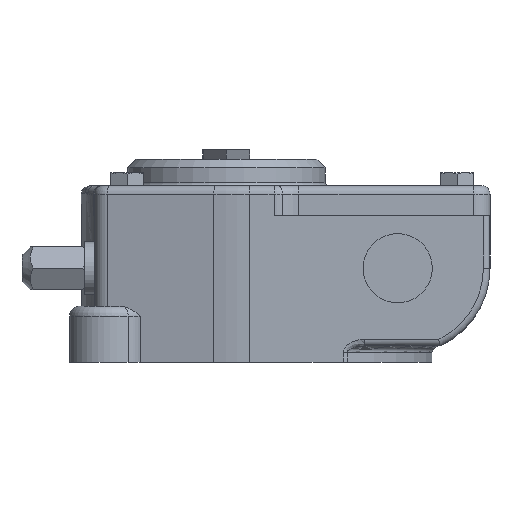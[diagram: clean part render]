
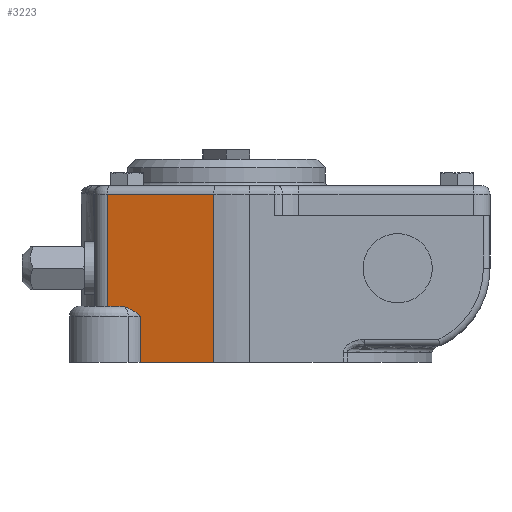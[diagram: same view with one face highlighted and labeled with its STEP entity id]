
A CAD part, left-side view. The second image highlights one B-rep face of the part: STEP entity #3223.
In plain terms, the highlighted planar face has unit normal (-0.977, 0.212, 0).
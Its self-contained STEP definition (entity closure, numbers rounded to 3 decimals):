
#3223 = ADVANCED_FACE( '', ( #6756 ), #6757, .F. );
#6756 = FACE_OUTER_BOUND( '', #14627, .T. );
#6757 = PLANE( '', #14628 );
#14627 = EDGE_LOOP( '', ( #24955, #24956, #24957, #24958, #24959, #24960, #24961, #24962 ) );
#14628 = AXIS2_PLACEMENT_3D( '', #24963, #24964, #24965 );
#24955 = ORIENTED_EDGE( '', *, *, #27778, .F. );
#24956 = ORIENTED_EDGE( '', *, *, #30126, .T. );
#24957 = ORIENTED_EDGE( '', *, *, #29809, .T. );
#24958 = ORIENTED_EDGE( '', *, *, #29721, .T. );
#24959 = ORIENTED_EDGE( '', *, *, #30127, .T. );
#24960 = ORIENTED_EDGE( '', *, *, #28985, .F. );
#24961 = ORIENTED_EDGE( '', *, *, #29626, .T. );
#24962 = ORIENTED_EDGE( '', *, *, #28664, .T. );
#24963 = CARTESIAN_POINT( '', ( -42., 40., 50.6 ) );
#24964 = DIRECTION( '', ( 0.977, -0.212, 0. ) );
#24965 = DIRECTION( '', ( 0.212, 0.977, 0. ) );
#27778 = EDGE_CURVE( '', #32820, #32822, #32823, .T. );
#28664 = EDGE_CURVE( '', #33955, #32822, #34148, .T. );
#28985 = EDGE_CURVE( '', #34594, #34596, #34597, .T. );
#29626 = EDGE_CURVE( '', #34594, #33955, #35428, .F. );
#29721 = EDGE_CURVE( '', #35534, #35535, #35536, .T. );
#29809 = EDGE_CURVE( '', #35642, #35534, #35643, .T. );
#30126 = EDGE_CURVE( '', #32820, #35642, #35992, .T. );
#30127 = EDGE_CURVE( '', #35535, #34596, #35993, .T. );
#32820 = VERTEX_POINT( '', #41885 );
#32822 = VERTEX_POINT( '', #41887 );
#32823 = LINE( '', #41888, #41889 );
#33955 = VERTEX_POINT( '', #44215 );
#34148 = LINE( '', #44724, #44725 );
#34594 = VERTEX_POINT( '', #45823 );
#34596 = VERTEX_POINT( '', #45825 );
#34597 = LINE( '', #45826, #45827 );
#35428 = LINE( '', #47623, #47624 );
#35534 = VERTEX_POINT( '', #47969 );
#35535 = VERTEX_POINT( '', #47970 );
#35536 = LINE( '', #47971, #47972 );
#35642 = VERTEX_POINT( '', #48260 );
#35643 = B_SPLINE_CURVE_WITH_KNOTS( '', 3, ( #48261, #48262, #48263, #48264, #48265, #48266, #48267, #48268, #48269, #48270, #48271, #48272 ), .UNSPECIFIED., .F., .F., ( 4, 2, 2, 2, 2, 4 ), ( 0., 0.001, 0.003, 0.004, 0.005, 0.006 ), .UNSPECIFIED. );
#35992 = B_SPLINE_CURVE_WITH_KNOTS( '', 3, ( #48953, #48954, #48955, #48956 ), .UNSPECIFIED., .F., .F., ( 4, 4 ), ( 0., 0.001 ), .UNSPECIFIED. );
#35993 = LINE( '', #48957, #48958 );
#41885 = CARTESIAN_POINT( '', ( -43.679, 32.251, 20. ) );
#41887 = CARTESIAN_POINT( '', ( -42.854, 36.059, 20. ) );
#41888 = CARTESIAN_POINT( '', ( -42., 40., 20. ) );
#41889 = VECTOR( '', #50902, 1000. );
#44215 = CARTESIAN_POINT( '', ( -42.854, 36.059, 54.1 ) );
#44724 = CARTESIAN_POINT( '', ( -42.854, 36.059, 50.6 ) );
#44725 = VECTOR( '', #51873, 1000. );
#45823 = CARTESIAN_POINT( '', ( -49.843, 3.799, 54.1 ) );
#45825 = CARTESIAN_POINT( '', ( -49.843, 3.799, 3. ) );
#45826 = CARTESIAN_POINT( '', ( -49.843, 3.799, 50.6 ) );
#45827 = VECTOR( '', #52185, 1000. );
#47623 = CARTESIAN_POINT( '', ( -42.854, 36.059, 54.1 ) );
#47624 = VECTOR( '', #52956, 1000. );
#47969 = CARTESIAN_POINT( '', ( -45.029, 26.02, 17. ) );
#47970 = CARTESIAN_POINT( '', ( -45.029, 26.02, 3. ) );
#47971 = CARTESIAN_POINT( '', ( -45.029, 26.02, 50.6 ) );
#47972 = VECTOR( '', #53017, 1000. );
#48260 = CARTESIAN_POINT( '', ( -43.957, 30.97, 19.867 ) );
#48261 = CARTESIAN_POINT( '', ( -43.957, 30.97, 19.867 ) );
#48262 = CARTESIAN_POINT( '', ( -44.059, 30.499, 19.761 ) );
#48263 = CARTESIAN_POINT( '', ( -44.156, 30.049, 19.602 ) );
#48264 = CARTESIAN_POINT( '', ( -44.345, 29.178, 19.208 ) );
#48265 = CARTESIAN_POINT( '', ( -44.436, 28.755, 18.972 ) );
#48266 = CARTESIAN_POINT( '', ( -44.613, 27.94, 18.457 ) );
#48267 = CARTESIAN_POINT( '', ( -44.698, 27.548, 18.178 ) );
#48268 = CARTESIAN_POINT( '', ( -44.823, 26.97, 17.744 ) );
#48269 = CARTESIAN_POINT( '', ( -44.865, 26.779, 17.597 ) );
#48270 = CARTESIAN_POINT( '', ( -44.947, 26.398, 17.3 ) );
#48271 = CARTESIAN_POINT( '', ( -44.988, 26.208, 17.149 ) );
#48272 = CARTESIAN_POINT( '', ( -45.029, 26.02, 17. ) );
#48953 = CARTESIAN_POINT( '', ( -43.679, 32.251, 20. ) );
#48954 = CARTESIAN_POINT( '', ( -43.773, 31.817, 20. ) );
#48955 = CARTESIAN_POINT( '', ( -43.866, 31.389, 19.961 ) );
#48956 = CARTESIAN_POINT( '', ( -43.957, 30.97, 19.867 ) );
#48957 = CARTESIAN_POINT( '', ( -42., 40., 3. ) );
#48958 = VECTOR( '', #53307, 1000. );
#50902 = DIRECTION( '', ( 0.212, 0.977, 0. ) );
#51873 = DIRECTION( '', ( 0., 0., -1. ) );
#52185 = DIRECTION( '', ( 0., 0., -1. ) );
#52956 = DIRECTION( '', ( -0.212, -0.977, 0. ) );
#53017 = DIRECTION( '', ( 0., 0., -1. ) );
#53307 = DIRECTION( '', ( -0.212, -0.977, 0. ) );
